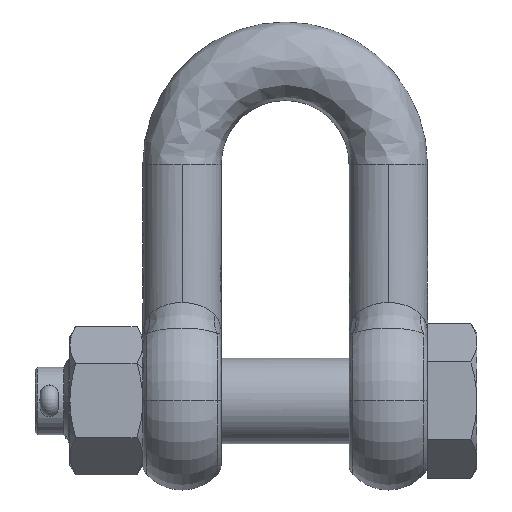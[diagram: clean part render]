
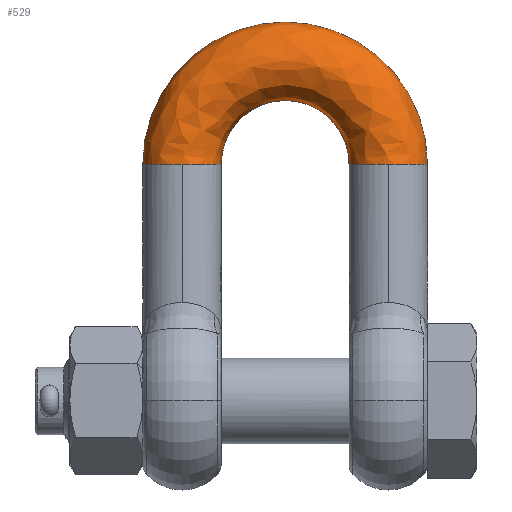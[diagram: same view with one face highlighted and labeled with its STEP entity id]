
A CAD part, top view. The second image highlights one B-rep face of the part: STEP entity #529.
In plain terms, the highlighted free-form (B-spline) face has degree [3, 3] with [4, 4] control points.
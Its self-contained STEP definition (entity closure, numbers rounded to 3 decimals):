
#529=ADVANCED_FACE('NONE',(#1820),#1821,.F.);
#1820=FACE_OUTER_BOUND('',#6156,.T.);
#1821=(B_SPLINE_SURFACE(3,3,((#6158,#6159,#6160,#6161),(#6162,#6163,#6164,#6165),(#6166,#6167,#6168,#6169),(#6170,#6171,#6172,#6173)),.UNSPECIFIED.,.F.,.F.,.F.)B_SPLINE_SURFACE_WITH_KNOTS((4,4),(4,4),(0.0,1.0),(0.0,1.0),.UNSPECIFIED.)RATIONAL_B_SPLINE_SURFACE(((1.0,0.333,0.333,1.0),(0.333,0.111,0.111,0.333),(0.333,0.111,0.111,0.333),(1.0,0.333,0.333,1.0)))BOUNDED_SURFACE()REPRESENTATION_ITEM('')GEOMETRIC_REPRESENTATION_ITEM()SURFACE());
#6156=EDGE_LOOP('',(#19097,#19098,#19099,#19100,#19101,#19102));
#6158=CARTESIAN_POINT('',(-28.5,105.5,0.));
#6159=CARTESIAN_POINT('',(-28.5,162.5,0.));
#6160=CARTESIAN_POINT('',(28.5,162.5,0.));
#6161=CARTESIAN_POINT('',(28.5,105.5,0.));
#6162=CARTESIAN_POINT('',(-28.5,105.5,35.0));
#6163=CARTESIAN_POINT('',(-28.5,162.5,35.0));
#6164=CARTESIAN_POINT('',(28.5,162.5,35.0));
#6165=CARTESIAN_POINT('',(28.5,105.5,35.0));
#6166=CARTESIAN_POINT('',(-63.5,105.5,35.0));
#6167=CARTESIAN_POINT('',(-63.5,232.5,35.0));
#6168=CARTESIAN_POINT('',(63.5,232.5,35.0));
#6169=CARTESIAN_POINT('',(63.5,105.5,35.0));
#6170=CARTESIAN_POINT('',(-63.5,105.5,0.));
#6171=CARTESIAN_POINT('',(-63.5,232.5,0.));
#6172=CARTESIAN_POINT('',(63.5,232.5,0.));
#6173=CARTESIAN_POINT('',(63.5,105.5,0.));
#19097=ORIENTED_EDGE('',*,*,#22195,.F.);
#19098=ORIENTED_EDGE('',*,*,#23311,.F.);
#19099=ORIENTED_EDGE('',*,*,#23377,.T.);
#19100=ORIENTED_EDGE('',*,*,#22062,.T.);
#19101=ORIENTED_EDGE('',*,*,#23309,.F.);
#19102=ORIENTED_EDGE('',*,*,#23043,.F.);
#22062=EDGE_CURVE('NONE',#24337,#24338,#24339,.T.);
#22195=EDGE_CURVE('NONE',#24601,#24603,#24604,.T.);
#23043=EDGE_CURVE('NONE',#24603,#26041,#26042,.T.);
#23309=EDGE_CURVE('NONE',#26041,#24338,#26471,.T.);
#23311=EDGE_CURVE('NONE',#26472,#24601,#26474,.T.);
#23377=EDGE_CURVE('NONE',#26472,#24337,#26569,.T.);
#24337=VERTEX_POINT('NONE',#28112);
#24338=VERTEX_POINT('NONE',#28113);
#24339=CIRCLE('',#28114,17.5);
#24601=VERTEX_POINT('NONE',#28844);
#24603=VERTEX_POINT('NONE',#28846);
#24604=CIRCLE('',#28847,17.5);
#26041=VERTEX_POINT('NONE',#33477);
#26042=CIRCLE('',#33478,17.5);
#26471=CIRCLE('',#34710,63.5);
#26472=VERTEX_POINT('NONE',#34711);
#26474=CIRCLE('',#34713,28.5);
#26569=CIRCLE('',#34988,17.5);
#28112=CARTESIAN_POINT('',(46.0,105.5,17.5));
#28113=CARTESIAN_POINT('',(63.5,105.5,0.));
#28114=AXIS2_PLACEMENT_3D('',#42407,#42408,#42409);
#28844=CARTESIAN_POINT('',(-28.5,105.5,0.));
#28846=CARTESIAN_POINT('',(-46.0,105.5,17.5));
#28847=AXIS2_PLACEMENT_3D('',#42541,#42542,#42543);
#33477=CARTESIAN_POINT('',(-63.5,105.5,0.));
#33478=AXIS2_PLACEMENT_3D('',#43157,#43158,#43159);
#34710=AXIS2_PLACEMENT_3D('',#43406,#43407,#43408);
#34711=CARTESIAN_POINT('',(28.5,105.5,0.));
#34713=AXIS2_PLACEMENT_3D('',#43412,#43413,#43414);
#34988=AXIS2_PLACEMENT_3D('',#43457,#43458,#43459);
#42407=CARTESIAN_POINT('',(46.0,105.5,0.0));
#42408=DIRECTION('',(0.0,1.0,0.0));
#42409=DIRECTION('',(1.0,0.0,0.));
#42541=CARTESIAN_POINT('',(-46.0,105.5,0.));
#42542=DIRECTION('',(0.0,-1.0,0.0));
#42543=DIRECTION('',(0.0,0.0,-1.0));
#43157=CARTESIAN_POINT('',(-46.0,105.5,0.));
#43158=DIRECTION('',(0.0,-1.0,0.0));
#43159=DIRECTION('',(0.0,0.0,-1.0));
#43406=CARTESIAN_POINT('',(0.0,105.5,0.));
#43407=DIRECTION('',(0.0,0.0,-1.0));
#43408=DIRECTION('',(-1.0,0.0,0.0));
#43412=CARTESIAN_POINT('',(0.0,105.5,0.));
#43413=DIRECTION('',(0.0,0.0,1.0));
#43414=DIRECTION('',(-1.0,0.0,0.0));
#43457=CARTESIAN_POINT('',(46.0,105.5,0.0));
#43458=DIRECTION('',(0.0,1.0,0.0));
#43459=DIRECTION('',(1.0,0.0,0.));
